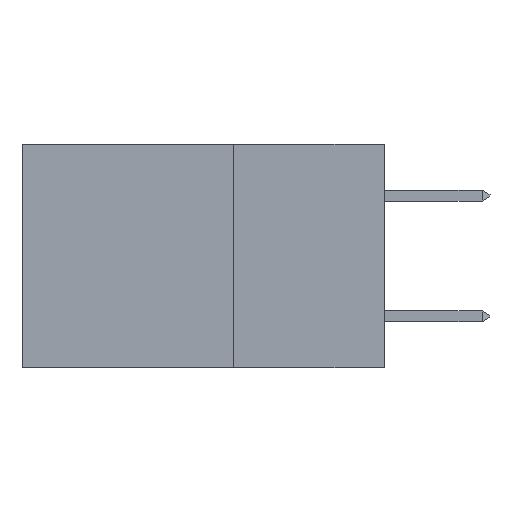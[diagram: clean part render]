
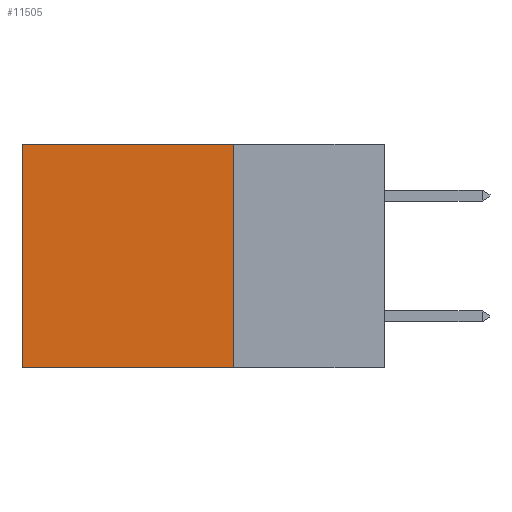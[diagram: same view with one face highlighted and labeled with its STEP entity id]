
A CAD part, left-side view. The second image highlights one B-rep face of the part: STEP entity #11505.
In plain terms, the highlighted planar face has unit normal (-1, 0, 0).
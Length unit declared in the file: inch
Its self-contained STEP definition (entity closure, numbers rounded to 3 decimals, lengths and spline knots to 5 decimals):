
#2621 = EDGE_CURVE ( 'NONE', #22354, #13651, #15860, .T. ) ;
#5660 = FACE_OUTER_BOUND ( 'NONE', #10420, .T. ) ;
#5808 = EDGE_CURVE ( 'NONE', #6362, #22354, #23836, .T. ) ;
#5874 = CARTESIAN_POINT ( 'NONE',  ( 0.2875, 0.25, 0. ) ) ;
#6244 = CARTESIAN_POINT ( 'NONE',  ( 0.2875, 0.25, -0.37 ) ) ;
#6362 = VERTEX_POINT ( 'NONE', #7486 ) ;
#6723 = EDGE_CURVE ( 'NONE', #6362, #8973, #14778, .T. ) ;
#7486 = CARTESIAN_POINT ( 'NONE',  ( 0.2875, 0.25, 0. ) ) ;
#7785 = LINE ( 'NONE', #14663, #16880 ) ;
#8583 = ORIENTED_EDGE ( 'NONE', *, *, #6723, .F. ) ;
#8783 = ORIENTED_EDGE ( 'NONE', *, *, #5808, .T. ) ;
#8973 = VERTEX_POINT ( 'NONE', #6244 ) ;
#9013 = CARTESIAN_POINT ( 'NONE',  ( 0.2875, 0.6, -0.37 ) ) ;
#9678 = PLANE ( 'NONE',  #9690 ) ;
#9690 = AXIS2_PLACEMENT_3D ( 'NONE', #21215, #23134, #11618 ) ;
#10420 = EDGE_LOOP ( 'NONE', ( #15348, #12103, #8583, #8783 ) ) ;
#11505 = ADVANCED_FACE ( 'NONE', ( #5660 ), #9678, .F. ) ;
#11618 = DIRECTION ( 'NONE',  ( 0., 0., -1. ) ) ;
#12103 = ORIENTED_EDGE ( 'NONE', *, *, #12541, .F. ) ;
#12541 = EDGE_CURVE ( 'NONE', #8973, #13651, #7785, .T. ) ;
#13521 = DIRECTION ( 'NONE',  ( 0., 0., -1. ) ) ;
#13651 = VERTEX_POINT ( 'NONE', #9013 ) ;
#14236 = VECTOR ( 'NONE', #23340, 39.37008 ) ;
#14646 = CARTESIAN_POINT ( 'NONE',  ( 0.2875, 0.6, 0. ) ) ;
#14663 = CARTESIAN_POINT ( 'NONE',  ( 0.2875, 0.25, -0.37 ) ) ;
#14778 = LINE ( 'NONE', #23856, #24354 ) ;
#15245 = VECTOR ( 'NONE', #13521, 39.37008 ) ;
#15348 = ORIENTED_EDGE ( 'NONE', *, *, #2621, .T. ) ;
#15860 = LINE ( 'NONE', #23090, #15245 ) ;
#16880 = VECTOR ( 'NONE', #24208, 39.37008 ) ;
#20136 = DIRECTION ( 'NONE',  ( 0., 0., -1. ) ) ;
#21215 = CARTESIAN_POINT ( 'NONE',  ( 0.2875, 0.25, 0. ) ) ;
#22354 = VERTEX_POINT ( 'NONE', #14646 ) ;
#23090 = CARTESIAN_POINT ( 'NONE',  ( 0.2875, 0.6, 0. ) ) ;
#23134 = DIRECTION ( 'NONE',  ( 1., 0., 0. ) ) ;
#23340 = DIRECTION ( 'NONE',  ( 0., 1., 0. ) ) ;
#23836 = LINE ( 'NONE', #5874, #14236 ) ;
#23856 = CARTESIAN_POINT ( 'NONE',  ( 0.2875, 0.25, 0. ) ) ;
#24208 = DIRECTION ( 'NONE',  ( 0., 1., 0. ) ) ;
#24354 = VECTOR ( 'NONE', #20136, 39.37008 ) ;
